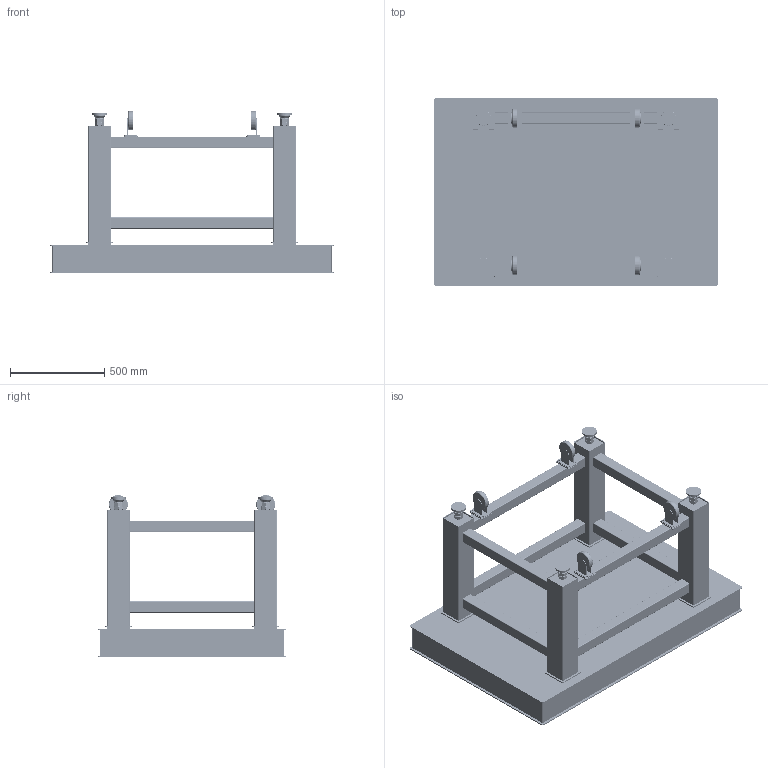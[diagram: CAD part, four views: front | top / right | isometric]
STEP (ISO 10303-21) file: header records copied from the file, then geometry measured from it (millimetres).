
FILE_DESCRIPTION (( 'STEP AP214' ), '1' );
FILE_NAME ('516105.STEP', '2024-03-29T03:57:14', ( '' ), ( '' ), 'SwSTEP 2.0', 'SolidWorks 2020', '' );
FILE_SCHEMA (( 'AUTOMOTIVE_DESIGN' ));
Length unit declared in the file: millimetre
Products named in the file (1): 516105
Bounding box: 1500 x 1000 x 858 mm (x, y, z)
Volume: 226081882.8 mm3; surface area: 12908475.1 mm2
Topology: 62 solids, 62 shells, 7625 faces, 15712 edges, 10428 vertices
Faces by surface type: cylinder 4736, plane 2697, cone 160, bspline 32
Entity records: 292960 total; most frequent: DIRECTION 40064, CARTESIAN_POINT 37010, ORIENTED_EDGE 31424, AXIS2_PLACEMENT_3D 17178, EDGE_CURVE 15712, VERTEX_POINT 10428, EDGE_LOOP 9970, CIRCLE 9584
